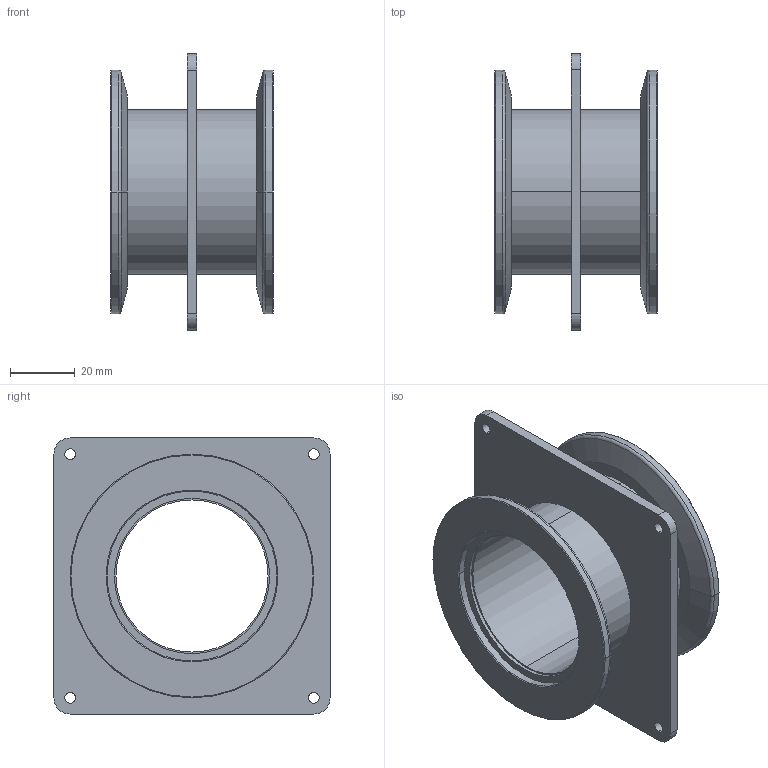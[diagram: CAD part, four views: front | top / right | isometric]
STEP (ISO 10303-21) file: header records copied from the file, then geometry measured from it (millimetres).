
FILE_DESCRIPTION (( 'STEP AP214' ), '1' );
FILE_NAME ('Hositrad_KF50-BH.STEP', '2017-05-30T10:38:40', ( 'Gebruiker' ), ( '' ), 'SwSTEP 2.0', 'SolidWorks 2017', '' );
FILE_SCHEMA (( 'AUTOMOTIVE_DESIGN' ));
Length unit declared in the file: millimetre
Products named in the file (4): Tube-all_D50,8L43; Hositrad_KF50-BH; KF50WS_KF50-50; Bulkhead-plate_Plate 50
Assembly tree (4 placements, depth 2):
  Hositrad_KF50-BH
    Bulkhead-plate_Plate 50
    Tube-all_D50,8L43
    KF50WS_KF50-50  x2
Bounding box: 50 x 85 x 85 mm (x, y, z)
Volume: 49091 mm3; surface area: 39105.9 mm2
Topology: 4 solids, 4 shells, 66 faces, 146 edges, 92 vertices
Faces by surface type: cylinder 34, plane 16, cone 12, torus 4
Entity records: 1518 total; most frequent: DIRECTION 274, CARTESIAN_POINT 227, ORIENTED_EDGE 212, AXIS2_PLACEMENT_3D 115, EDGE_CURVE 106, VERTEX_POINT 68, EDGE_LOOP 62, CIRCLE 62
